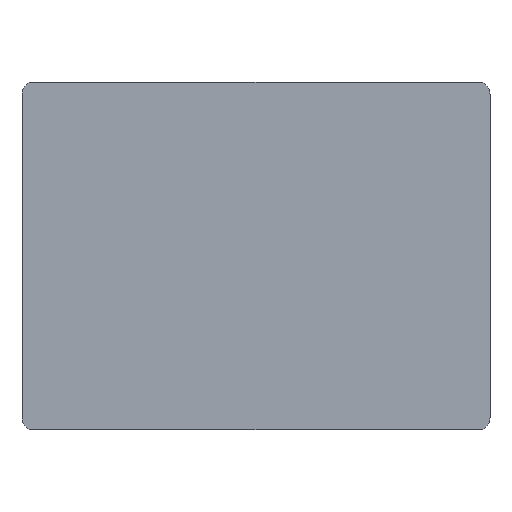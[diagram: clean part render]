
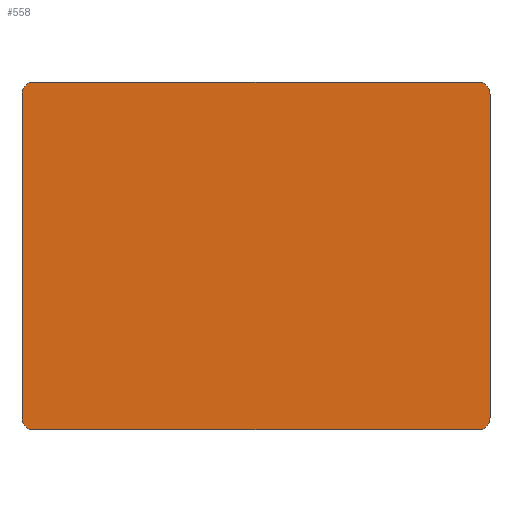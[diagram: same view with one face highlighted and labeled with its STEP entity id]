
A CAD part, front view. The second image highlights one B-rep face of the part: STEP entity #558.
In plain terms, the highlighted planar face has unit normal (0, -1, 0).
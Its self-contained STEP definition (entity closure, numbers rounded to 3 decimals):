
#48=PLANE('',#659);
#86=FACE_OUTER_BOUND('',#136,.T.);
#136=EDGE_LOOP('',(#497,#498,#499,#500,#501,#502,#503,#504));
#141=LINE('',#865,#173);
#147=LINE('',#893,#179);
#150=LINE('',#901,#182);
#152=LINE('',#907,#184);
#173=VECTOR('',#674,10.);
#179=VECTOR('',#702,10.);
#182=VECTOR('',#711,10.);
#184=VECTOR('',#719,10.);
#202=CIRCLE('',#584,2.);
#210=CIRCLE('',#595,2.);
#211=CIRCLE('',#598,2.);
#212=CIRCLE('',#601,2.);
#243=VERTEX_POINT('',#855);
#244=VERTEX_POINT('',#857);
#246=VERTEX_POINT('',#863);
#256=VERTEX_POINT('',#887);
#257=VERTEX_POINT('',#891);
#258=VERTEX_POINT('',#895);
#259=VERTEX_POINT('',#899);
#260=VERTEX_POINT('',#903);
#291=EDGE_CURVE('',#243,#244,#202,.T.);
#295=EDGE_CURVE('',#246,#243,#141,.T.);
#307=EDGE_CURVE('',#256,#246,#210,.T.);
#309=EDGE_CURVE('',#257,#256,#147,.T.);
#311=EDGE_CURVE('',#258,#257,#211,.T.);
#313=EDGE_CURVE('',#259,#258,#150,.T.);
#315=EDGE_CURVE('',#260,#259,#212,.T.);
#316=EDGE_CURVE('',#244,#260,#152,.T.);
#497=ORIENTED_EDGE('',*,*,#291,.F.);
#498=ORIENTED_EDGE('',*,*,#295,.F.);
#499=ORIENTED_EDGE('',*,*,#307,.F.);
#500=ORIENTED_EDGE('',*,*,#309,.F.);
#501=ORIENTED_EDGE('',*,*,#311,.F.);
#502=ORIENTED_EDGE('',*,*,#313,.F.);
#503=ORIENTED_EDGE('',*,*,#315,.F.);
#504=ORIENTED_EDGE('',*,*,#316,.F.);
#558=ADVANCED_FACE('',(#86),#48,.F.);
#584=AXIS2_PLACEMENT_3D('',#858,#667,#668);
#595=AXIS2_PLACEMENT_3D('',#889,#697,#698);
#598=AXIS2_PLACEMENT_3D('',#897,#706,#707);
#601=AXIS2_PLACEMENT_3D('',#905,#715,#716);
#659=AXIS2_PLACEMENT_3D('',#1008,#848,#849);
#667=DIRECTION('center_axis',(0.,1.,0.));
#668=DIRECTION('ref_axis',(0.707,0.,-0.707));
#674=DIRECTION('',(0.,0.,-1.));
#697=DIRECTION('center_axis',(0.,1.,0.));
#698=DIRECTION('ref_axis',(0.707,0.,0.707));
#702=DIRECTION('',(1.,0.,0.));
#706=DIRECTION('center_axis',(0.,1.,0.));
#707=DIRECTION('ref_axis',(-0.707,0.,0.707));
#711=DIRECTION('',(0.,0.,1.));
#715=DIRECTION('center_axis',(0.,1.,0.));
#716=DIRECTION('ref_axis',(-0.707,0.,-0.707));
#719=DIRECTION('',(-1.,0.,0.));
#848=DIRECTION('center_axis',(0.,1.,0.));
#849=DIRECTION('ref_axis',(0.,0.,1.));
#855=CARTESIAN_POINT('',(78.6,0.,-56.4));
#857=CARTESIAN_POINT('',(76.6,0.,-58.4));
#858=CARTESIAN_POINT('Origin',(76.6,0.,-56.4));
#863=CARTESIAN_POINT('',(78.6,0.,-2.));
#865=CARTESIAN_POINT('',(78.6,0.,0.));
#887=CARTESIAN_POINT('',(76.6,0.,0.));
#889=CARTESIAN_POINT('Origin',(76.6,0.,-2.));
#891=CARTESIAN_POINT('',(2.,0.,0.));
#893=CARTESIAN_POINT('',(0.,0.,0.));
#895=CARTESIAN_POINT('',(0.,0.,-2.));
#897=CARTESIAN_POINT('Origin',(2.,0.,-2.));
#899=CARTESIAN_POINT('',(0.,0.,-56.4));
#901=CARTESIAN_POINT('',(0.,0.,-58.4));
#903=CARTESIAN_POINT('',(2.,0.,-58.4));
#905=CARTESIAN_POINT('Origin',(2.,0.,-56.4));
#907=CARTESIAN_POINT('',(78.6,0.,-58.4));
#1008=CARTESIAN_POINT('Origin',(39.3,0.,-29.2));
